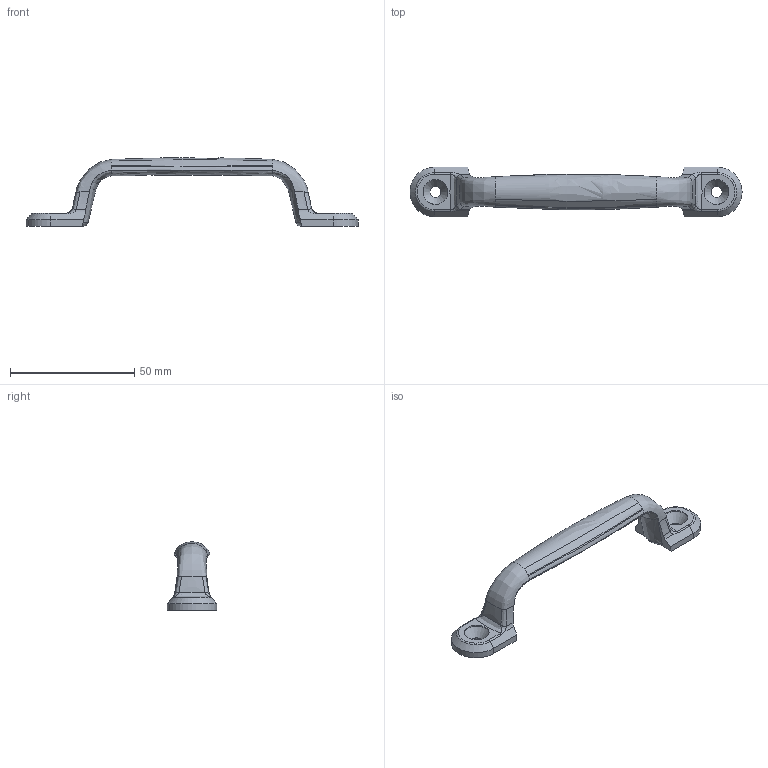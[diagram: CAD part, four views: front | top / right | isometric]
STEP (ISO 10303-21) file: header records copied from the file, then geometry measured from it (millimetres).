
FILE_DESCRIPTION(/* description */ (''),/* implementation_level */ '2;1');
FILE_NAME(/* name */ 'A-CC113.stp',/* time_stamp */ '2024-01-23T15:22:24+09:00',/* author */ ('user'),/* organization */ (''),/* preprocessor_version */ 'ST-DEVELOPER v15.6',/* originating_system */ 'Autodesk Inventor 2015',/* authorisation */ '');
FILE_SCHEMA (('AUTOMOTIVE_DESIGN { 1 0 10303 214 3 1 1 }'));
Length unit declared in the file: millimetre
Products named in the file (1): A-CC113
Bounding box: 133.48 x 20 x 27.51 mm (x, y, z)
Volume: 11924 mm3; surface area: 5954.4 mm2
Topology: 1 solids, 1 shells, 71 faces, 191 edges, 122 vertices
Faces by surface type: bspline 43, plane 16, cylinder 10, cone 2
Full cylindrical faces by diameter (mm): 4.5 x2, 10 x2
Entity records: 7711 total; most frequent: CARTESIAN_POINT 6310, ORIENTED_EDGE 360, EDGE_CURVE 180, DIRECTION 138, VERTEX_POINT 117, B_SPLINE_CURVE_WITH_KNOTS 116, EDGE_LOOP 81, FACE_OUTER_BOUND 71
